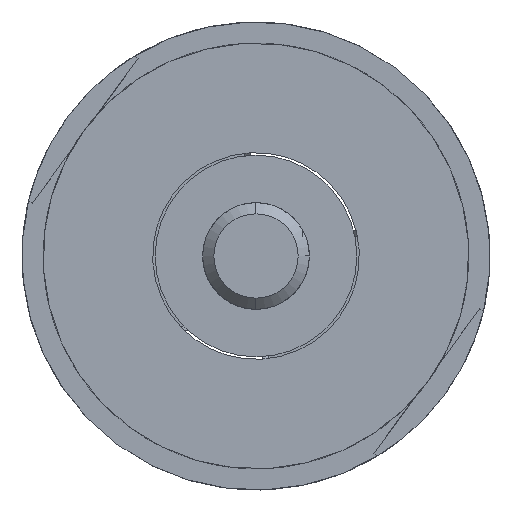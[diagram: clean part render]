
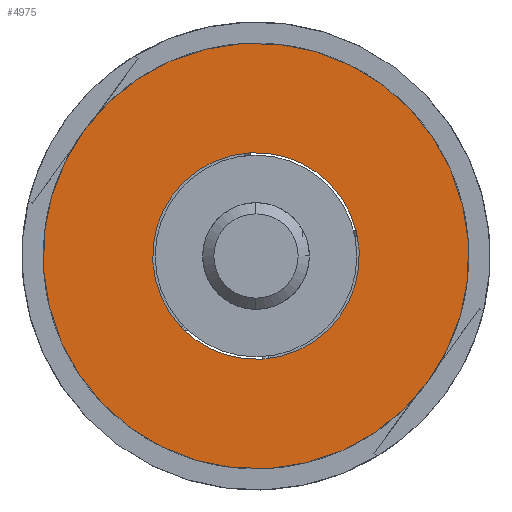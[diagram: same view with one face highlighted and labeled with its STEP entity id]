
A CAD part, front view. The second image highlights one B-rep face of the part: STEP entity #4975.
In plain terms, the highlighted planar face has unit normal (0, -1, 0).
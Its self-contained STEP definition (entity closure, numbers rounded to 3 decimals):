
#10 = AXIS2_PLACEMENT_3D ( 'NONE', #7499, #6858, #2832 ) ;
#127 = CIRCLE ( 'NONE', #10, 19. ) ;
#178 = CARTESIAN_POINT ( 'NONE',  ( -86.515, 3.054, -35.902 ) ) ;
#414 = CIRCLE ( 'NONE', #1146, 9.225 ) ;
#539 = ORIENTED_EDGE ( 'NONE', *, *, #4369, .F. ) ;
#857 = DIRECTION ( 'NONE',  ( 0., -1., 0. ) ) ;
#981 = DIRECTION ( 'NONE',  ( 0., -1., 0. ) ) ;
#1146 = AXIS2_PLACEMENT_3D ( 'NONE', #5023, #981, #3455 ) ;
#1491 = CARTESIAN_POINT ( 'NONE',  ( -93.961, 3.054, -30.458 ) ) ;
#1582 = ORIENTED_EDGE ( 'NONE', *, *, #2248, .T. ) ;
#1595 = PLANE ( 'NONE',  #3186 ) ;
#1603 = FACE_OUTER_BOUND ( 'NONE', #5146, .T. ) ;
#1951 = VERTEX_POINT ( 'NONE', #5649 ) ;
#1989 = CIRCLE ( 'NONE', #3909, 9.225 ) ;
#2001 = CARTESIAN_POINT ( 'NONE',  ( -101.852, 3.054, -24.688 ) ) ;
#2248 = EDGE_CURVE ( 'NONE', #6415, #1951, #7290, .T. ) ;
#2295 = ORIENTED_EDGE ( 'NONE', *, *, #5904, .F. ) ;
#2371 = DIRECTION ( 'NONE',  ( 0., 1., 0. ) ) ;
#2553 = EDGE_LOOP ( 'NONE', ( #539, #2295 ) ) ;
#2652 = EDGE_CURVE ( 'NONE', #1951, #6415, #127, .T. ) ;
#2832 = DIRECTION ( 'NONE',  ( 0.807, 0., -0.59 ) ) ;
#3008 = CARTESIAN_POINT ( 'NONE',  ( -79.068, 3.054, -41.347 ) ) ;
#3099 = VERTEX_POINT ( 'NONE', #1491 ) ;
#3186 = AXIS2_PLACEMENT_3D ( 'NONE', #7402, #2371, #4790 ) ;
#3455 = DIRECTION ( 'NONE',  ( 0.807, 0., -0.59 ) ) ;
#3909 = AXIS2_PLACEMENT_3D ( 'NONE', #178, #857, #7245 ) ;
#4369 = EDGE_CURVE ( 'NONE', #6313, #3099, #1989, .T. ) ;
#4657 = CARTESIAN_POINT ( 'NONE',  ( -86.515, 3.054, -35.902 ) ) ;
#4790 = DIRECTION ( 'NONE',  ( -0.807, 0., 0.59 ) ) ;
#4890 = DIRECTION ( 'NONE',  ( 0.807, 0., -0.59 ) ) ;
#4975 = ADVANCED_FACE ( 'NONE', ( #6296, #1603 ), #1595, .F. ) ;
#5023 = CARTESIAN_POINT ( 'NONE',  ( -86.515, 3.054, -35.902 ) ) ;
#5146 = EDGE_LOOP ( 'NONE', ( #6943, #1582 ) ) ;
#5649 = CARTESIAN_POINT ( 'NONE',  ( -71.177, 3.054, -47.117 ) ) ;
#5844 = AXIS2_PLACEMENT_3D ( 'NONE', #4657, #6512, #4890 ) ;
#5904 = EDGE_CURVE ( 'NONE', #3099, #6313, #414, .T. ) ;
#6296 = FACE_BOUND ( 'NONE', #2553, .T. ) ;
#6313 = VERTEX_POINT ( 'NONE', #3008 ) ;
#6415 = VERTEX_POINT ( 'NONE', #2001 ) ;
#6512 = DIRECTION ( 'NONE',  ( 0., -1., 0. ) ) ;
#6858 = DIRECTION ( 'NONE',  ( 0., -1., 0. ) ) ;
#6943 = ORIENTED_EDGE ( 'NONE', *, *, #2652, .T. ) ;
#7245 = DIRECTION ( 'NONE',  ( 0.807, 0., -0.59 ) ) ;
#7290 = CIRCLE ( 'NONE', #5844, 19. ) ;
#7402 = CARTESIAN_POINT ( 'NONE',  ( -81.07, 3.054, -28.456 ) ) ;
#7499 = CARTESIAN_POINT ( 'NONE',  ( -86.515, 3.054, -35.902 ) ) ;
